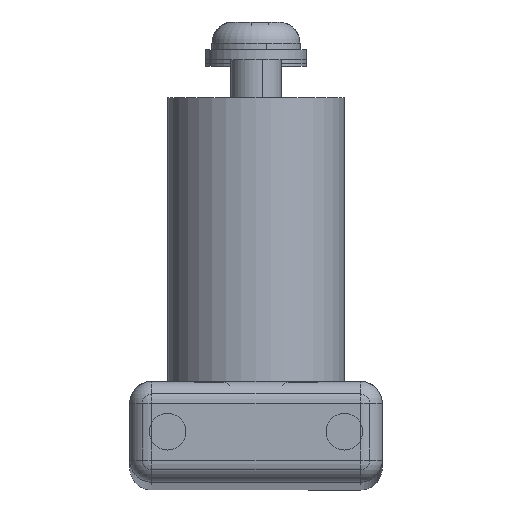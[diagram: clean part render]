
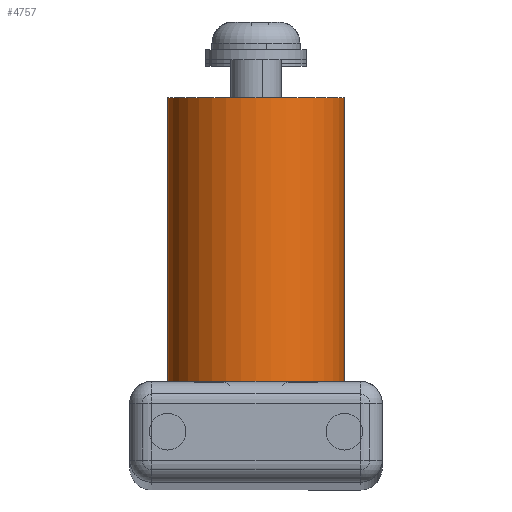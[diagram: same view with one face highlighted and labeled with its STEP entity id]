
A CAD part, top view. The second image highlights one B-rep face of the part: STEP entity #4757.
In plain terms, the highlighted cylindrical face has radius 14 mm (diameter 28 mm), a partial arc.
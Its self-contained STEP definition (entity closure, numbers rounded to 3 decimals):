
#4716=CARTESIAN_POINT('',(0.,293.,-55.25));
#4717=DIRECTION('',(0.0,0.0,1.0));
#4718=DIRECTION('',(-1.0,0.0,0.0));
#4719=AXIS2_PLACEMENT_3D('',#4716,#4717,#4718);
#4720=CYLINDRICAL_SURFACE('',#4719,14.);
#4721=CARTESIAN_POINT('',(-14.,293.,-8.));
#4722=VERTEX_POINT('',#4721);
#4723=CARTESIAN_POINT('',(-14.,293.,-53.));
#4724=VERTEX_POINT('',#4723);
#4725=CARTESIAN_POINT('',(-14.,293.,-8.));
#4726=DIRECTION('',(0.0,0.0,-1.0));
#4727=VECTOR('',#4726,45.);
#4728=LINE('',#4725,#4727);
#4729=EDGE_CURVE('',#4722,#4724,#4728,.T.);
#4730=ORIENTED_EDGE('',*,*,#4729,.F.);
#4731=CARTESIAN_POINT('',(14.,293.,-8.));
#4732=VERTEX_POINT('',#4731);
#4733=CARTESIAN_POINT('',(0.,293.,-8.));
#4734=DIRECTION('',(0.0,0.0,-1.0));
#4735=DIRECTION('',(-1.0,0.0,0.0));
#4736=AXIS2_PLACEMENT_3D('',#4733,#4734,#4735);
#4737=CIRCLE('',#4736,14.);
#4738=EDGE_CURVE('',#4722,#4732,#4737,.T.);
#4739=ORIENTED_EDGE('',*,*,#4738,.T.);
#4740=CARTESIAN_POINT('',(14.,293.,-53.));
#4741=VERTEX_POINT('',#4740);
#4742=CARTESIAN_POINT('',(14.,293.,-8.));
#4743=DIRECTION('',(0.0,0.0,-1.0));
#4744=VECTOR('',#4743,45.0);
#4745=LINE('',#4742,#4744);
#4746=EDGE_CURVE('',#4732,#4741,#4745,.T.);
#4747=ORIENTED_EDGE('',*,*,#4746,.T.);
#4748=CARTESIAN_POINT('',(0.,293.,-53.));
#4749=DIRECTION('',(0.0,0.0,1.0));
#4750=DIRECTION('',(-1.0,0.0,0.0));
#4751=AXIS2_PLACEMENT_3D('',#4748,#4749,#4750);
#4752=CIRCLE('',#4751,14.);
#4753=EDGE_CURVE('',#4741,#4724,#4752,.T.);
#4754=ORIENTED_EDGE('',*,*,#4753,.T.);
#4755=EDGE_LOOP('',(#4730,#4739,#4747,#4754));
#4756=FACE_OUTER_BOUND('',#4755,.T.);
#4757=ADVANCED_FACE('',(#4756),#4720,.T.);
